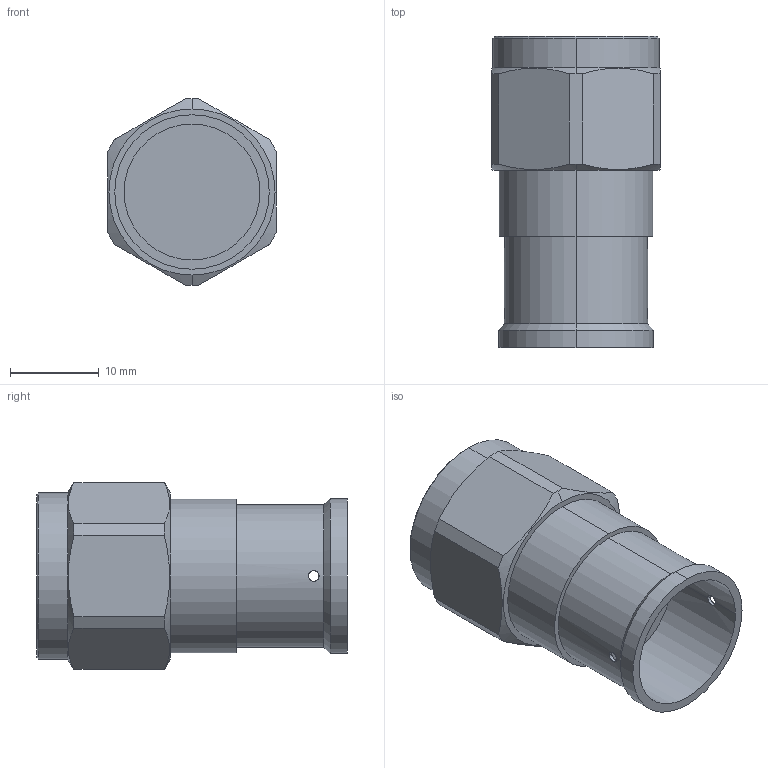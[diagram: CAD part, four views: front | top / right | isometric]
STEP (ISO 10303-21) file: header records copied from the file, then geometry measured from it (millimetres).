
FILE_DESCRIPTION((''),'2;1');
FILE_NAME('PRT0001','2021-08-11T',('Administrator'),(''),'PRO/ENGINEER BY PARAMETRIC TECHNOLOGY CORPORATION, 2012090','PRO/ENGINEER BY PARAMETRIC TECHNOLOGY CORPORATION, 2012090','');
FILE_SCHEMA(('CONFIG_CONTROL_DESIGN'));
Length unit declared in the file: millimetre
Products named in the file (1): PRT0001
Bounding box: 18.94 x 35 x 21 mm (x, y, z)
Volume: 5314.1 mm3; surface area: 4257.8 mm2
Topology: 1 solids, 1 shells, 90 faces, 225 edges, 142 vertices
Faces by surface type: cylinder 37, plane 35, cone 12, bspline 4, sphere 2
Entity records: 3926 total; most frequent: CARTESIAN_POINT 1804, ORIENTED_EDGE 450, DIRECTION 405, EDGE_CURVE 225, AXIS2_PLACEMENT_3D 154, VERTEX_POINT 142, EDGE_LOOP 99, VECTOR 97
